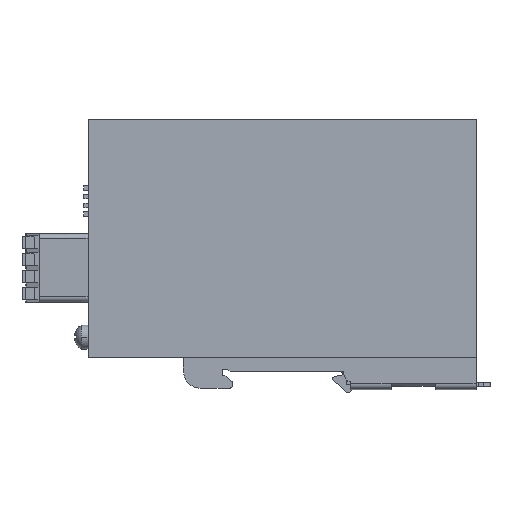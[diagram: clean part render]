
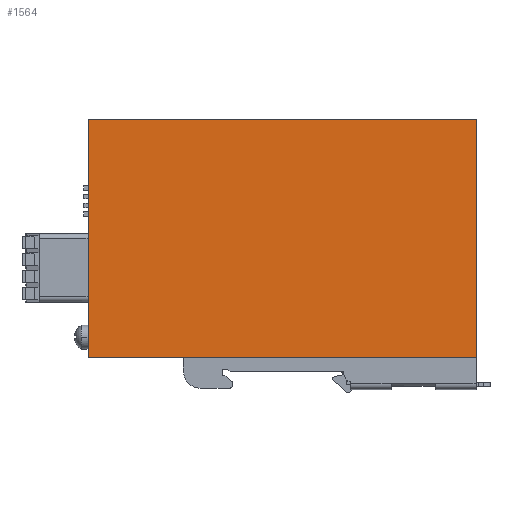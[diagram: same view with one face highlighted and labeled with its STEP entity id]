
A CAD part, left-side view. The second image highlights one B-rep face of the part: STEP entity #1564.
In plain terms, the highlighted planar face has unit normal (-1, 0, 0).
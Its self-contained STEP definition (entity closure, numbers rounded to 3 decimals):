
#1544=AXIS2_PLACEMENT_3D('Plane Axis2P3D',#1541,#1542,#1543) ;
#1077=CARTESIAN_POINT('Line Origine',(0.,118.,45.4)) ;
#1081=CARTESIAN_POINT('Vertex',(0.,118.,10.4)) ;
#1083=CARTESIAN_POINT('Vertex',(0.,118.,80.4)) ;
#1459=CARTESIAN_POINT('Vertex',(0.,4.,80.4)) ;
#1462=CARTESIAN_POINT('Line Origine',(0.,61.,80.4)) ;
#1541=CARTESIAN_POINT('Axis2P3D Location',(0.,61.,44.95)) ;
#1546=CARTESIAN_POINT('Line Origine',(0.,61.,10.4)) ;
#1550=CARTESIAN_POINT('Vertex',(0.,4.,10.4)) ;
#1553=CARTESIAN_POINT('Line Origine',(0.,4.,45.4)) ;
#1078=DIRECTION('Vector Direction',(0.,0.,1.)) ;
#1463=DIRECTION('Vector Direction',(0.,1.,0.)) ;
#1542=DIRECTION('Axis2P3D Direction',(-1.,0.,0.)) ;
#1543=DIRECTION('Axis2P3D XDirection',(0.,-1.,0.)) ;
#1547=DIRECTION('Vector Direction',(0.,-1.,0.)) ;
#1554=DIRECTION('Vector Direction',(0.,0.,-1.)) ;
#1079=VECTOR('Line Direction',#1078,1.) ;
#1464=VECTOR('Line Direction',#1463,1.) ;
#1548=VECTOR('Line Direction',#1547,1.) ;
#1555=VECTOR('Line Direction',#1554,1.) ;
#1559=ORIENTED_EDGE('',*,*,#1085,.F.) ;
#1560=ORIENTED_EDGE('',*,*,#1552,.T.) ;
#1561=ORIENTED_EDGE('',*,*,#1557,.F.) ;
#1562=ORIENTED_EDGE('',*,*,#1466,.T.) ;
#1564=ADVANCED_FACE('SWITCH',(#1563),#1545,.T.) ;
#1085=EDGE_CURVE('',#1082,#1084,#1080,.T.) ;
#1466=EDGE_CURVE('',#1460,#1084,#1465,.T.) ;
#1552=EDGE_CURVE('',#1082,#1551,#1549,.T.) ;
#1557=EDGE_CURVE('',#1460,#1551,#1556,.T.) ;
#1558=EDGE_LOOP('',(#1559,#1560,#1561,#1562)) ;
#1563=FACE_OUTER_BOUND('',#1558,.T.) ;
#1080=LINE('Line',#1077,#1079) ;
#1465=LINE('Line',#1462,#1464) ;
#1549=LINE('Line',#1546,#1548) ;
#1556=LINE('Line',#1553,#1555) ;
#1545=PLANE('',#1544) ;
#1082=VERTEX_POINT('',#1081) ;
#1084=VERTEX_POINT('',#1083) ;
#1460=VERTEX_POINT('',#1459) ;
#1551=VERTEX_POINT('',#1550) ;
